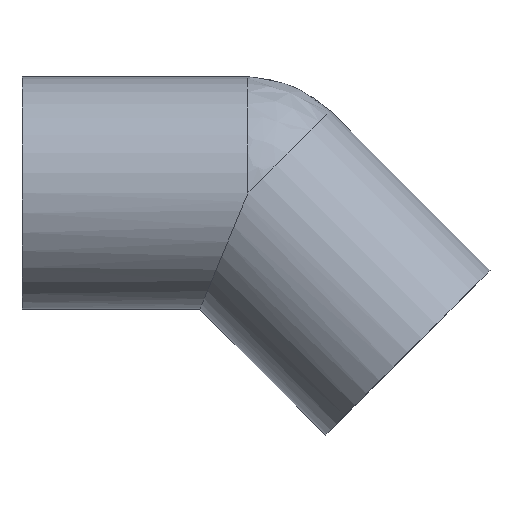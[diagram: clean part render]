
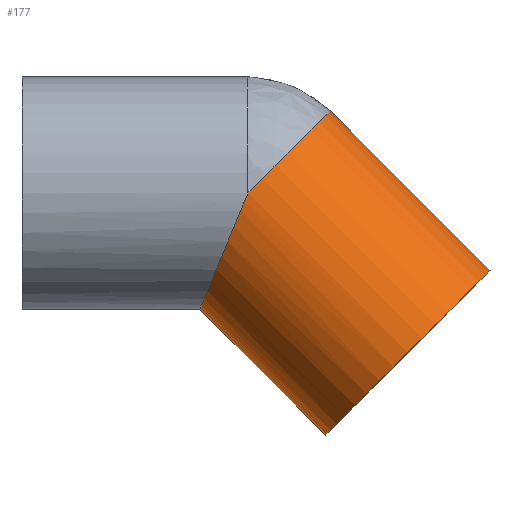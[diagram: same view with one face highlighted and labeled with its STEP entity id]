
A CAD part, top view. The second image highlights one B-rep face of the part: STEP entity #177.
In plain terms, the highlighted cylindrical face has radius 70 mm (diameter 140 mm), a partial arc.
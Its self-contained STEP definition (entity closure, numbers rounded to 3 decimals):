
#85 = EDGE_CURVE( '', #159, #147, #219, .T. );
#99 = EDGE_CURVE( '', #165, #159, #235, .T. );
#111 = VERTEX_POINT( '', #248 );
#147 = VERTEX_POINT( '', #290 );
#149 = EDGE_CURVE( '', #151, #165, #292, .T. );
#151 = VERTEX_POINT( '', #294 );
#159 = VERTEX_POINT( '', #302 );
#165 = VERTEX_POINT( '', #309 );
#175 = EDGE_CURVE( '', #111, #147, #319, .T. );
#177 = ADVANCED_FACE( '', ( #321 ), #322, .T. );
#199 = EDGE_CURVE( '', #151, #111, #347, .T. );
#219 = LINE( '', #360, #361 );
#235 = CIRCLE( '', #381, 70. );
#248 = CARTESIAN_POINT( '', ( 136., 0., 70. ) );
#290 = CARTESIAN_POINT( '', ( 185.497, 49.497, 0. ) );
#292 = LINE( '', #452, #453 );
#294 = CARTESIAN_POINT( '', ( 107.005, -70., 0. ) );
#302 = CARTESIAN_POINT( '', ( 281.664, -46.669, 0. ) );
#309 = CARTESIAN_POINT( '', ( 182.669, -145.664, 0. ) );
#319 = CIRCLE( '', #486, 70. );
#321 = FACE_OUTER_BOUND( '', #488, .T. );
#322 = CYLINDRICAL_SURFACE( '', #489, 70. );
#347 = ELLIPSE( '', #520, 75.767, 70. );
#360 = CARTESIAN_POINT( '', ( 233.581, 1.414, 0. ) );
#361 = VECTOR( '', #523, 1. );
#381 = AXIS2_PLACEMENT_3D( '', #546, #547, #548 );
#452 = CARTESIAN_POINT( '', ( 134.586, -97.581, 0. ) );
#453 = VECTOR( '', #624, 1. );
#486 = AXIS2_PLACEMENT_3D( '', #648, #649, #650 );
#488 = EDGE_LOOP( '', ( #652, #653, #654, #655, #656 ) );
#489 = AXIS2_PLACEMENT_3D( '', #657, #658, #659 );
#520 = AXIS2_PLACEMENT_3D( '', #692, #693, #694 );
#523 = DIRECTION( '', ( -0.707, 0.707, 0. ) );
#546 = CARTESIAN_POINT( '', ( 232.167, -96.167, 0. ) );
#547 = DIRECTION( '', ( -0.707, 0.707, 0. ) );
#548 = DIRECTION( '', ( 0.707, 0.707, 0. ) );
#624 = DIRECTION( '', ( 0.707, -0.707, 0. ) );
#648 = CARTESIAN_POINT( '', ( 136., 0., 0. ) );
#649 = DIRECTION( '', ( -0.707, 0.707, 0. ) );
#650 = DIRECTION( '', ( 0.707, 0.707, 0. ) );
#652 = ORIENTED_EDGE( '', *, *, #85, .T. );
#653 = ORIENTED_EDGE( '', *, *, #175, .F. );
#654 = ORIENTED_EDGE( '', *, *, #199, .F. );
#655 = ORIENTED_EDGE( '', *, *, #149, .T. );
#656 = ORIENTED_EDGE( '', *, *, #99, .T. );
#657 = CARTESIAN_POINT( '', ( 184.083, -48.083, 0. ) );
#658 = DIRECTION( '', ( 0.707, -0.707, 0. ) );
#659 = DIRECTION( '', ( 0.707, 0.707, 0. ) );
#692 = CARTESIAN_POINT( '', ( 136., 0., 0. ) );
#693 = DIRECTION( '', ( -0.924, 0.383, 0. ) );
#694 = DIRECTION( '', ( 0.383, 0.924, 0. ) );
